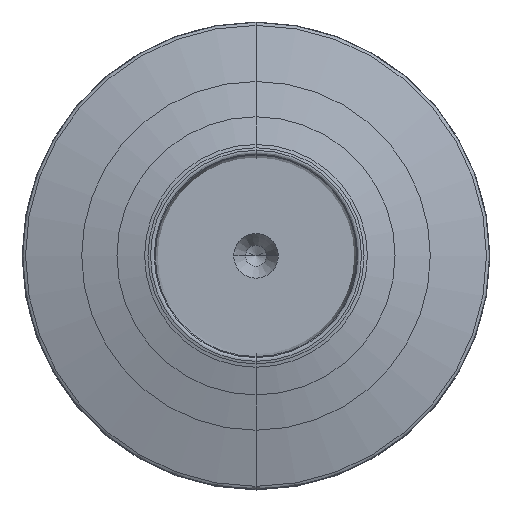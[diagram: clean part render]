
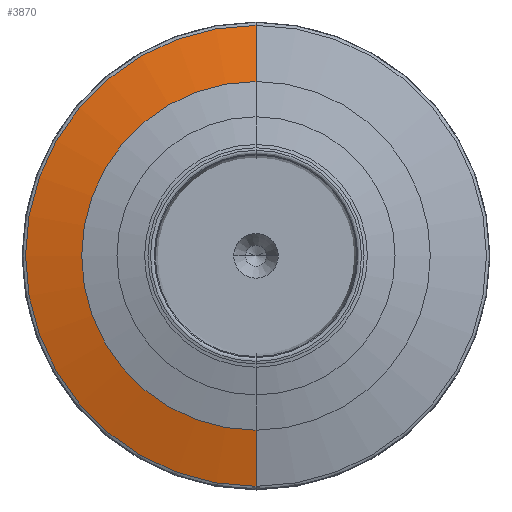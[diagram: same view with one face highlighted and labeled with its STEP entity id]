
A CAD part, top view. The second image highlights one B-rep face of the part: STEP entity #3870.
In plain terms, the highlighted face is a revolution surface.
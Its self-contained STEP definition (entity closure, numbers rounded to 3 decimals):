
#1781=CARTESIAN_POINT('',(0.,21.948,96.799));
#1817=CARTESIAN_POINT('',(0.,-21.948,96.799));
#1830=CARTESIAN_POINT('',(0.,21.948,96.799));
#1831=CARTESIAN_POINT('',(0.,21.868,96.82));
#1832=CARTESIAN_POINT('',(0.,21.71,96.862));
#1833=CARTESIAN_POINT('',(0.,21.476,96.925));
#1834=CARTESIAN_POINT('',(0.,21.245,96.986));
#1835=CARTESIAN_POINT('',(0.,21.019,97.046));
#1836=CARTESIAN_POINT('',(0.,20.798,97.105));
#1837=CARTESIAN_POINT('',(0.,20.581,97.163));
#1838=CARTESIAN_POINT('',(0.,20.368,97.22));
#1839=CARTESIAN_POINT('',(0.,20.159,97.276));
#1840=CARTESIAN_POINT('',(0.,19.954,97.33));
#1841=CARTESIAN_POINT('',(0.,19.754,97.384));
#1842=CARTESIAN_POINT('',(0.,19.557,97.436));
#1843=CARTESIAN_POINT('',(0.,19.364,97.488));
#1844=CARTESIAN_POINT('',(0.,19.175,97.538));
#1845=CARTESIAN_POINT('',(0.,18.989,97.588));
#1846=CARTESIAN_POINT('',(0.,18.807,97.636));
#1847=CARTESIAN_POINT('',(0.,18.629,97.684));
#1848=CARTESIAN_POINT('',(0.,18.455,97.73));
#1849=CARTESIAN_POINT('',(0.,18.283,97.776));
#1850=CARTESIAN_POINT('',(0.,18.115,97.821));
#1851=CARTESIAN_POINT('',(0.,17.95,97.865));
#1852=CARTESIAN_POINT('',(0.,17.788,97.908));
#1853=CARTESIAN_POINT('',(0.,17.629,97.95));
#1854=CARTESIAN_POINT('',(0.,17.473,97.992));
#1855=CARTESIAN_POINT('',(0.,17.321,98.032));
#1856=CARTESIAN_POINT('',(0.,17.171,98.072));
#1857=CARTESIAN_POINT('',(0.,17.025,98.111));
#1858=CARTESIAN_POINT('',(0.,16.882,98.149));
#1859=CARTESIAN_POINT('',(0.,16.742,98.186));
#1860=CARTESIAN_POINT('',(0.,16.65,98.211));
#1861=CARTESIAN_POINT('',(0.,16.605,98.223));
#1866=CARTESIAN_POINT('',(0.,-21.948,96.799));
#1867=CARTESIAN_POINT('',(0.,-21.868,96.82));
#1868=CARTESIAN_POINT('',(0.,-21.71,96.862));
#1869=CARTESIAN_POINT('',(0.,-21.476,96.925));
#1870=CARTESIAN_POINT('',(0.,-21.245,96.986));
#1871=CARTESIAN_POINT('',(0.,-21.019,97.046));
#1872=CARTESIAN_POINT('',(0.,-20.798,97.105));
#1873=CARTESIAN_POINT('',(0.,-20.581,97.163));
#1874=CARTESIAN_POINT('',(0.,-20.368,97.22));
#1875=CARTESIAN_POINT('',(0.,-20.159,97.276));
#1876=CARTESIAN_POINT('',(0.,-19.954,97.33));
#1877=CARTESIAN_POINT('',(0.,-19.754,97.384));
#1878=CARTESIAN_POINT('',(0.,-19.557,97.436));
#1879=CARTESIAN_POINT('',(0.,-19.364,97.488));
#1880=CARTESIAN_POINT('',(0.,-19.175,97.538));
#1881=CARTESIAN_POINT('',(0.,-18.989,97.588));
#1882=CARTESIAN_POINT('',(0.,-18.807,97.636));
#1883=CARTESIAN_POINT('',(0.,-18.629,97.684));
#1884=CARTESIAN_POINT('',(0.,-18.455,97.73));
#1885=CARTESIAN_POINT('',(0.,-18.283,97.776));
#1886=CARTESIAN_POINT('',(0.,-18.115,97.821));
#1887=CARTESIAN_POINT('',(0.,-17.95,97.865));
#1888=CARTESIAN_POINT('',(0.,-17.788,97.908));
#1889=CARTESIAN_POINT('',(0.,-17.629,97.95));
#1890=CARTESIAN_POINT('',(0.,-17.473,97.992));
#1891=CARTESIAN_POINT('',(0.,-17.321,98.032));
#1892=CARTESIAN_POINT('',(0.,-17.171,98.072));
#1893=CARTESIAN_POINT('',(0.,-17.025,98.111));
#1894=CARTESIAN_POINT('',(0.,-16.882,98.149));
#1895=CARTESIAN_POINT('',(0.,-16.742,98.186));
#1896=CARTESIAN_POINT('',(0.,-16.65,98.211));
#1897=CARTESIAN_POINT('',(0.,-16.605,98.223));
#1902=CARTESIAN_POINT('',(0.,0.,96.799));
#1903=DIRECTION('',(0.,0.,1.));
#1904=DIRECTION('',(0.,1.,0.));
#1905=AXIS2_PLACEMENT_3D('',#1902,#1903,#1904);
#1998=CARTESIAN_POINT('',(0.,0.,98.223));
#1999=DIRECTION('',(0.,0.,1.));
#2000=DIRECTION('',(0.,1.,0.));
#2001=AXIS2_PLACEMENT_3D('',#1998,#1999,#2000);
#3505=VERTEX_POINT('',#1781);
#3506=VERTEX_POINT('',#1861);
#3527=VERTEX_POINT('',#1817);
#3528=VERTEX_POINT('',#1897);
#3824=CARTESIAN_POINT('',(0.,21.948,96.799));
#3825=CARTESIAN_POINT('',(0.,21.868,96.82));
#3826=CARTESIAN_POINT('',(0.,21.71,96.862));
#3827=CARTESIAN_POINT('',(0.,21.476,96.925));
#3828=CARTESIAN_POINT('',(0.,21.245,96.986));
#3829=CARTESIAN_POINT('',(0.,21.019,97.046));
#3830=CARTESIAN_POINT('',(0.,20.798,97.105));
#3831=CARTESIAN_POINT('',(0.,20.581,97.163));
#3832=CARTESIAN_POINT('',(0.,20.368,97.22));
#3833=CARTESIAN_POINT('',(0.,20.159,97.276));
#3834=CARTESIAN_POINT('',(0.,19.954,97.33));
#3835=CARTESIAN_POINT('',(0.,19.754,97.384));
#3836=CARTESIAN_POINT('',(0.,19.557,97.436));
#3837=CARTESIAN_POINT('',(0.,19.364,97.488));
#3838=CARTESIAN_POINT('',(0.,19.175,97.538));
#3839=CARTESIAN_POINT('',(0.,18.989,97.588));
#3840=CARTESIAN_POINT('',(0.,18.807,97.636));
#3841=CARTESIAN_POINT('',(0.,18.629,97.684));
#3842=CARTESIAN_POINT('',(0.,18.455,97.73));
#3843=CARTESIAN_POINT('',(0.,18.283,97.776));
#3844=CARTESIAN_POINT('',(0.,18.115,97.821));
#3845=CARTESIAN_POINT('',(0.,17.95,97.865));
#3846=CARTESIAN_POINT('',(0.,17.788,97.908));
#3847=CARTESIAN_POINT('',(0.,17.629,97.95));
#3848=CARTESIAN_POINT('',(0.,17.473,97.992));
#3849=CARTESIAN_POINT('',(0.,17.321,98.032));
#3850=CARTESIAN_POINT('',(0.,17.171,98.072));
#3851=CARTESIAN_POINT('',(0.,17.025,98.111));
#3852=CARTESIAN_POINT('',(0.,16.882,98.149));
#3853=CARTESIAN_POINT('',(0.,16.742,98.186));
#3854=CARTESIAN_POINT('',(0.,16.65,98.211));
#3855=CARTESIAN_POINT('',(0.,16.605,98.223));
#3857=CARTESIAN_POINT('',(0.,0.,100.568));
#3858=DIRECTION('',(0.,0.,-1.));
#3859=AXIS1_PLACEMENT('',#3857,#3858);
#3860=SURFACE_OF_REVOLUTION('',#3856,#3859);
#3862=ORIENTED_EDGE('',*,*,#3861,.T.);
#3864=ORIENTED_EDGE('',*,*,#3863,.T.);
#3866=ORIENTED_EDGE('',*,*,#3865,.F.);
#3867=ORIENTED_EDGE('',*,*,#3817,.F.);
#3868=EDGE_LOOP('',(#3862,#3864,#3866,#3867));
#3869=FACE_OUTER_BOUND('',#3868,.F.);
#3870=ADVANCED_FACE('',(#3869),#3860,.F.);
#1862=B_SPLINE_CURVE_WITH_KNOTS('',3,(#1830,#1831,#1832,#1833,#1834,#1835,#1836,
#1837,#1838,#1839,#1840,#1841,#1842,#1843,#1844,#1845,#1846,#1847,#1848,#1849,
#1850,#1851,#1852,#1853,#1854,#1855,#1856,#1857,#1858,#1859,#1860,#1861),
.UNSPECIFIED.,.F.,.F.,(4,1,1,1,1,1,1,1,1,1,1,1,1,1,1,1,1,1,1,1,1,1,1,1,1,1,1,1,
1,4),(0.,0.045,0.089,0.132,
0.174,0.216,0.256,0.296,
0.335,0.373,0.411,0.448,
0.484,0.519,0.554,0.588,
0.621,0.654,0.686,0.718,
0.748,0.779,0.809,0.838,
0.866,0.894,0.921,0.948,
0.974,1.),.UNSPECIFIED.);
#1898=B_SPLINE_CURVE_WITH_KNOTS('',3,(#1866,#1867,#1868,#1869,#1870,#1871,#1872,
#1873,#1874,#1875,#1876,#1877,#1878,#1879,#1880,#1881,#1882,#1883,#1884,#1885,
#1886,#1887,#1888,#1889,#1890,#1891,#1892,#1893,#1894,#1895,#1896,#1897),
.UNSPECIFIED.,.F.,.F.,(4,1,1,1,1,1,1,1,1,1,1,1,1,1,1,1,1,1,1,1,1,1,1,1,1,1,1,1,
1,4),(0.,0.045,0.089,0.132,
0.174,0.216,0.256,0.296,
0.335,0.373,0.411,0.448,
0.484,0.519,0.554,0.588,
0.621,0.654,0.686,0.718,
0.748,0.779,0.809,0.838,
0.866,0.894,0.921,0.948,
0.974,1.),.UNSPECIFIED.);
#1906=CIRCLE('',#1905,21.948);
#2002=CIRCLE('',#2001,16.605);
#3817=EDGE_CURVE('',#3505,#3527,#1906,.T.);
#3856=B_SPLINE_CURVE_WITH_KNOTS('',3,(#3824,#3825,#3826,#3827,#3828,#3829,#3830,
#3831,#3832,#3833,#3834,#3835,#3836,#3837,#3838,#3839,#3840,#3841,#3842,#3843,
#3844,#3845,#3846,#3847,#3848,#3849,#3850,#3851,#3852,#3853,#3854,#3855),
.UNSPECIFIED.,.F.,.F.,(4,1,1,1,1,1,1,1,1,1,1,1,1,1,1,1,1,1,1,1,1,1,1,1,1,1,1,1,
1,4),(0.,0.045,0.089,0.132,
0.174,0.216,0.256,0.296,
0.335,0.373,0.411,0.448,
0.484,0.519,0.554,0.588,
0.621,0.654,0.686,0.718,
0.748,0.779,0.809,0.838,
0.866,0.894,0.921,0.948,
0.974,1.),.UNSPECIFIED.);
#3861=EDGE_CURVE('',#3505,#3506,#1862,.T.);
#3863=EDGE_CURVE('',#3506,#3528,#2002,.T.);
#3865=EDGE_CURVE('',#3527,#3528,#1898,.T.);
